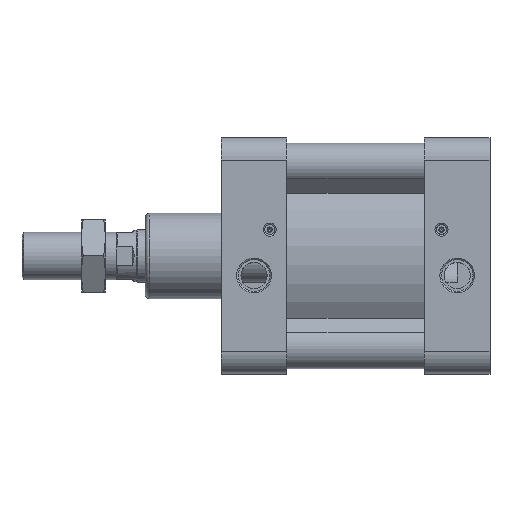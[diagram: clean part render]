
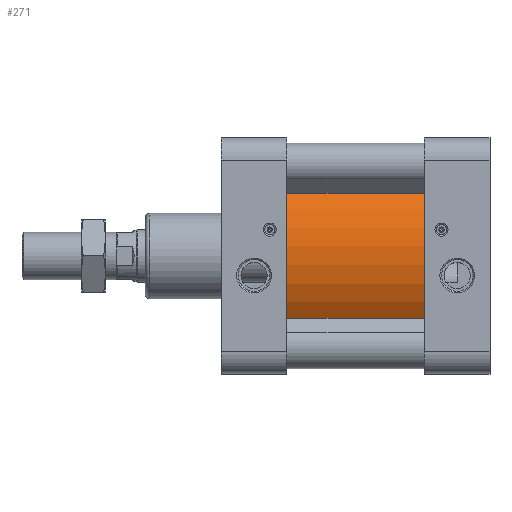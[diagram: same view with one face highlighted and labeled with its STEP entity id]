
A CAD part, top view. The second image highlights one B-rep face of the part: STEP entity #271.
In plain terms, the highlighted cylindrical face has radius 85 mm (diameter 170 mm), a partial arc.
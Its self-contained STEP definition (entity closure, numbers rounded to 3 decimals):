
#271 = ADVANCED_FACE( '', ( #799 ), #800, .T. );
#799 = FACE_OUTER_BOUND( '', #1847, .T. );
#800 = CYLINDRICAL_SURFACE( '', #1848, 85. );
#1847 = EDGE_LOOP( '', ( #3370, #3371, #3372, #3373 ) );
#1848 = AXIS2_PLACEMENT_3D( '', #3374, #3375, #3376 );
#3370 = ORIENTED_EDGE( '', *, *, #6517, .T. );
#3371 = ORIENTED_EDGE( '', *, *, #6606, .F. );
#3372 = ORIENTED_EDGE( '', *, *, #6607, .F. );
#3373 = ORIENTED_EDGE( '', *, *, #6604, .T. );
#3374 = CARTESIAN_POINT( '', ( 155., 0., 0. ) );
#3375 = DIRECTION( '', ( 1., 0., 0. ) );
#3376 = DIRECTION( '', ( 0., 0., 1. ) );
#6517 = EDGE_CURVE( '', #7925, #7923, #7926, .T. );
#6604 = EDGE_CURVE( '', #8078, #7925, #8079, .T. );
#6606 = EDGE_CURVE( '', #8081, #7923, #8082, .T. );
#6607 = EDGE_CURVE( '', #8078, #8081, #8083, .T. );
#7923 = VERTEX_POINT( '', #10561 );
#7925 = VERTEX_POINT( '', #10564 );
#7926 = CIRCLE( '', #10565, 85. );
#8078 = VERTEX_POINT( '', #10766 );
#8079 = LINE( '', #10767, #10768 );
#8081 = VERTEX_POINT( '', #10771 );
#8082 = LINE( '', #10772, #10773 );
#8083 = CIRCLE( '', #10774, 85. );
#10561 = CARTESIAN_POINT( '', ( 50., 70.343, 47.716 ) );
#10564 = CARTESIAN_POINT( '', ( 50., 70.343, -47.716 ) );
#10565 = AXIS2_PLACEMENT_3D( '', #13713, #13714, #13715 );
#10766 = CARTESIAN_POINT( '', ( 155., 70.343, -47.716 ) );
#10767 = CARTESIAN_POINT( '', ( 155., 70.343, -47.716 ) );
#10768 = VECTOR( '', #13876, 1000. );
#10771 = CARTESIAN_POINT( '', ( 155., 70.343, 47.716 ) );
#10772 = CARTESIAN_POINT( '', ( 155., 70.343, 47.716 ) );
#10773 = VECTOR( '', #13878, 1000. );
#10774 = AXIS2_PLACEMENT_3D( '', #13879, #13880, #13881 );
#13713 = CARTESIAN_POINT( '', ( 50., 0., 0. ) );
#13714 = DIRECTION( '', ( 1., 0., 0. ) );
#13715 = DIRECTION( '', ( 0., 0., -1. ) );
#13876 = DIRECTION( '', ( -1., 0., 0. ) );
#13878 = DIRECTION( '', ( -1., 0., 0. ) );
#13879 = CARTESIAN_POINT( '', ( 155., 0., 0. ) );
#13880 = DIRECTION( '', ( 1., 0., 0. ) );
#13881 = DIRECTION( '', ( 0., 0., -1. ) );
